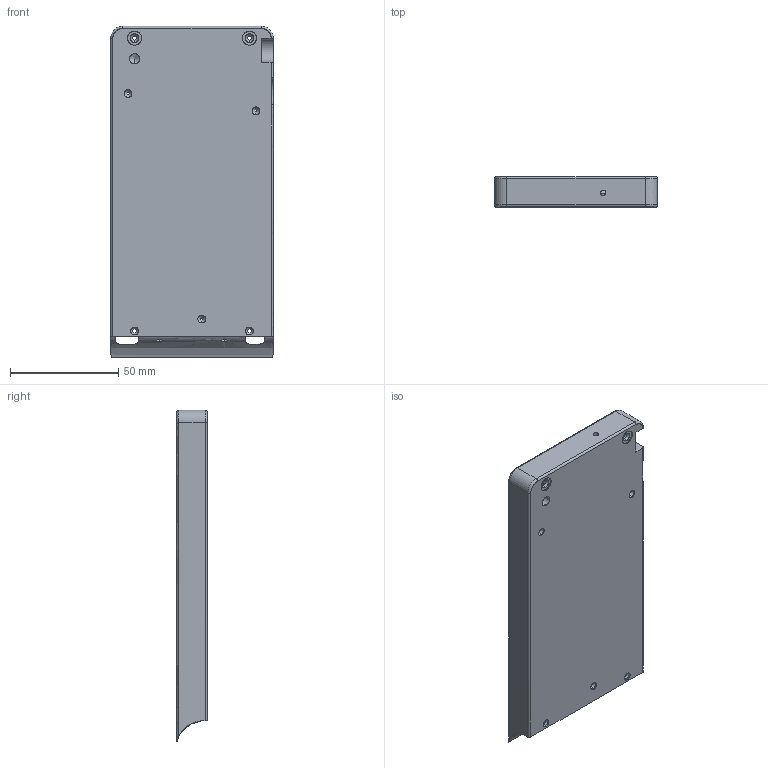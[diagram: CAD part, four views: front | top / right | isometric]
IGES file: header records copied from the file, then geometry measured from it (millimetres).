
Start section: SolidWorks IGES file using analytic representation for surfaces
Global section: file name: ÅÞÈÓ.741414.003-11 Êîðïóñ (èçìåíåíèå îò 06-03-2018).IGS; native system: SolidWorks 2014; preprocessor: SolidWorks 2014; author: Âëàäåëåö; date: 180306.115200; units: millimetre
Bounding box: 75 x 14 x 152.81 mm (x, y, z)
Surface area: 34526.1 mm2 (no closed solid volume)
Topology: 0 solids, 0 shells, 221 faces, 3400 edges, 3386 vertices
Faces by surface type: revolution 145, bspline 76
